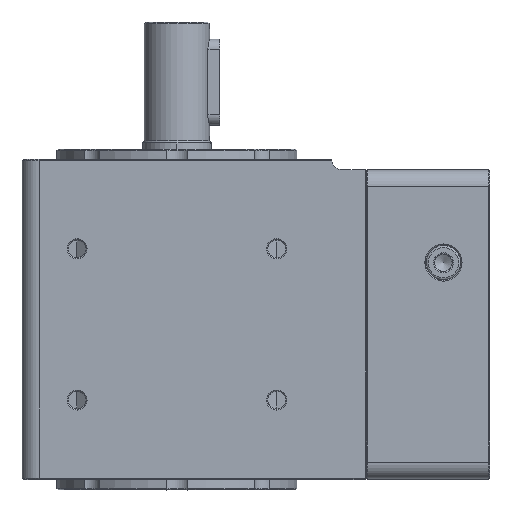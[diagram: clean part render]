
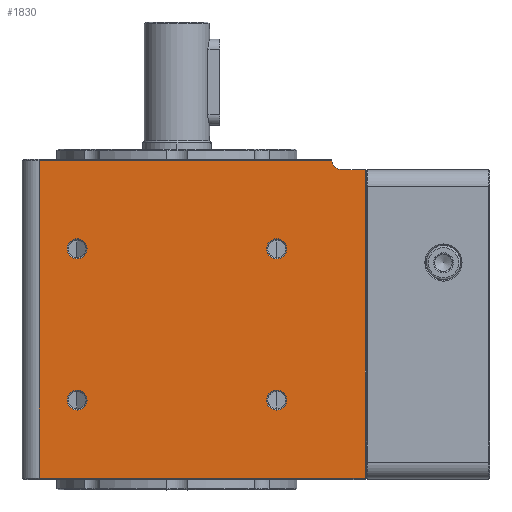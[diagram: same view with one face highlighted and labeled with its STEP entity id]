
A CAD part, top view. The second image highlights one B-rep face of the part: STEP entity #1830.
In plain terms, the highlighted planar face has unit normal (0, 0, 1).
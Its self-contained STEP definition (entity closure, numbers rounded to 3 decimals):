
#695=FACE_BOUND('',#4078,.T.);
#696=FACE_BOUND('',#4079,.T.);
#697=FACE_BOUND('',#4080,.T.);
#698=FACE_BOUND('',#4081,.T.);
#699=FACE_BOUND('',#4082,.T.);
#1162=PLANE('',#16431);
#1830=ADVANCED_FACE('',(#695,#696,#697,#698,#699),#1162,.T.);
#4078=EDGE_LOOP('',(#9424,#9425,#9426,#9427,#9428,#9429));
#4079=EDGE_LOOP('',(#9430,#9431));
#4080=EDGE_LOOP('',(#9432,#9433));
#4081=EDGE_LOOP('',(#9434,#9435));
#4082=EDGE_LOOP('',(#9436,#9437));
#5221=LINE('',#25587,#6065);
#5222=LINE('',#25589,#6066);
#5223=LINE('',#25593,#6067);
#5224=LINE('',#25595,#6068);
#5225=LINE('',#25597,#6069);
#6065=VECTOR('',#19894,1.);
#6066=VECTOR('',#19897,1.);
#6067=VECTOR('',#19900,1.);
#6068=VECTOR('',#19901,1.);
#6069=VECTOR('',#19902,1.);
#7002=CIRCLE('',#16422,3.);
#7003=CIRCLE('',#16423,2.9);
#7004=CIRCLE('',#16424,2.9);
#7005=CIRCLE('',#16425,2.9);
#7006=CIRCLE('',#16426,2.9);
#7007=CIRCLE('',#16427,2.9);
#7008=CIRCLE('',#16428,2.9);
#7009=CIRCLE('',#16429,2.9);
#7010=CIRCLE('',#16430,2.9);
#9424=ORIENTED_EDGE('',*,*,#14105,.T.);
#9425=ORIENTED_EDGE('',*,*,#14106,.T.);
#9426=ORIENTED_EDGE('',*,*,#14107,.T.);
#9427=ORIENTED_EDGE('',*,*,#14108,.T.);
#9428=ORIENTED_EDGE('',*,*,#14109,.T.);
#9429=ORIENTED_EDGE('',*,*,#14104,.F.);
#9430=ORIENTED_EDGE('',*,*,#14110,.T.);
#9431=ORIENTED_EDGE('',*,*,#14111,.T.);
#9432=ORIENTED_EDGE('',*,*,#14112,.T.);
#9433=ORIENTED_EDGE('',*,*,#14113,.T.);
#9434=ORIENTED_EDGE('',*,*,#14114,.T.);
#9435=ORIENTED_EDGE('',*,*,#14115,.T.);
#9436=ORIENTED_EDGE('',*,*,#14116,.T.);
#9437=ORIENTED_EDGE('',*,*,#14117,.T.);
#12419=VERTEX_POINT('',#25578);
#12421=VERTEX_POINT('',#25584);
#12422=VERTEX_POINT('',#25590);
#12423=VERTEX_POINT('',#25592);
#12424=VERTEX_POINT('',#25594);
#12425=VERTEX_POINT('',#25596);
#12426=VERTEX_POINT('',#25599);
#12427=VERTEX_POINT('',#25600);
#12428=VERTEX_POINT('',#25603);
#12429=VERTEX_POINT('',#25604);
#12430=VERTEX_POINT('',#25607);
#12431=VERTEX_POINT('',#25608);
#12432=VERTEX_POINT('',#25611);
#12433=VERTEX_POINT('',#25612);
#14104=EDGE_CURVE('',#12419,#12421,#5221,.T.);
#14105=EDGE_CURVE('',#12419,#12422,#5222,.T.);
#14106=EDGE_CURVE('',#12422,#12423,#7002,.T.);
#14107=EDGE_CURVE('',#12423,#12424,#5223,.T.);
#14108=EDGE_CURVE('',#12424,#12425,#5224,.T.);
#14109=EDGE_CURVE('',#12425,#12421,#5225,.T.);
#14110=EDGE_CURVE('',#12426,#12427,#7003,.T.);
#14111=EDGE_CURVE('',#12427,#12426,#7004,.T.);
#14112=EDGE_CURVE('',#12428,#12429,#7005,.T.);
#14113=EDGE_CURVE('',#12429,#12428,#7006,.T.);
#14114=EDGE_CURVE('',#12430,#12431,#7007,.T.);
#14115=EDGE_CURVE('',#12431,#12430,#7008,.T.);
#14116=EDGE_CURVE('',#12432,#12433,#7009,.T.);
#14117=EDGE_CURVE('',#12433,#12432,#7010,.T.);
#16422=AXIS2_PLACEMENT_3D('',#25591,#19898,#19899);
#16423=AXIS2_PLACEMENT_3D('',#25598,#19903,#19904);
#16424=AXIS2_PLACEMENT_3D('',#25601,#19905,#19906);
#16425=AXIS2_PLACEMENT_3D('',#25602,#19907,#19908);
#16426=AXIS2_PLACEMENT_3D('',#25605,#19909,#19910);
#16427=AXIS2_PLACEMENT_3D('',#25606,#19911,#19912);
#16428=AXIS2_PLACEMENT_3D('',#25609,#19913,#19914);
#16429=AXIS2_PLACEMENT_3D('',#25610,#19915,#19916);
#16430=AXIS2_PLACEMENT_3D('',#25613,#19917,#19918);
#16431=AXIS2_PLACEMENT_3D('',#25614,#19919,#19920);
#19894=DIRECTION('',(0.,-1.,0.));
#19897=DIRECTION('',(-1.,0.,0.));
#19898=DIRECTION('',(0.,0.,-1.));
#19899=DIRECTION('',(0.,-1.,0.));
#19900=DIRECTION('',(-1.,0.,0.));
#19901=DIRECTION('',(0.,-1.,0.));
#19902=DIRECTION('',(1.,0.,0.));
#19903=DIRECTION('',(0.,0.,-1.));
#19904=DIRECTION('',(-1.,0.,0.));
#19905=DIRECTION('',(0.,0.,-1.));
#19906=DIRECTION('',(1.,0.,0.));
#19907=DIRECTION('',(0.,0.,-1.));
#19908=DIRECTION('',(1.,0.,0.));
#19909=DIRECTION('',(0.,0.,-1.));
#19910=DIRECTION('',(-1.,0.,0.));
#19911=DIRECTION('',(0.,0.,-1.));
#19912=DIRECTION('',(1.,0.,0.));
#19913=DIRECTION('',(0.,0.,-1.));
#19914=DIRECTION('',(-1.,0.,0.));
#19915=DIRECTION('',(0.,0.,-1.));
#19916=DIRECTION('',(1.,0.,0.));
#19917=DIRECTION('',(0.,0.,-1.));
#19918=DIRECTION('',(-1.,0.,0.));
#19919=DIRECTION('',(0.,0.,1.));
#19920=DIRECTION('',(1.,0.,0.));
#25578=CARTESIAN_POINT('',(54.7,94.,45.));
#25584=CARTESIAN_POINT('',(54.7,4.3,45.));
#25587=CARTESIAN_POINT('',(54.7,94.,45.));
#25589=CARTESIAN_POINT('',(54.7,94.,45.));
#25590=CARTESIAN_POINT('',(48.,94.,45.));
#25591=CARTESIAN_POINT('',(48.,97.,45.));
#25592=CARTESIAN_POINT('',(45.015,96.7,45.));
#25593=CARTESIAN_POINT('',(45.015,96.7,45.));
#25594=CARTESIAN_POINT('',(-40.,96.7,45.));
#25595=CARTESIAN_POINT('',(-40.,96.7,45.));
#25596=CARTESIAN_POINT('',(-40.,4.3,45.));
#25597=CARTESIAN_POINT('',(-40.,4.3,45.));
#25598=CARTESIAN_POINT('',(29.,71.,45.));
#25599=CARTESIAN_POINT('',(26.1,71.,45.));
#25600=CARTESIAN_POINT('',(31.9,71.,45.));
#25601=CARTESIAN_POINT('',(29.,71.,45.));
#25602=CARTESIAN_POINT('',(29.,27.,45.));
#25603=CARTESIAN_POINT('',(31.9,27.,45.));
#25604=CARTESIAN_POINT('',(26.1,27.,45.));
#25605=CARTESIAN_POINT('',(29.,27.,45.));
#25606=CARTESIAN_POINT('',(-29.,27.,45.));
#25607=CARTESIAN_POINT('',(-26.1,27.,45.));
#25608=CARTESIAN_POINT('',(-31.9,27.,45.));
#25609=CARTESIAN_POINT('',(-29.,27.,45.));
#25610=CARTESIAN_POINT('',(-29.,71.,45.));
#25611=CARTESIAN_POINT('',(-26.1,71.,45.));
#25612=CARTESIAN_POINT('',(-31.9,71.,45.));
#25613=CARTESIAN_POINT('',(-29.,71.,45.));
#25614=CARTESIAN_POINT('',(-45.,0.,45.));
